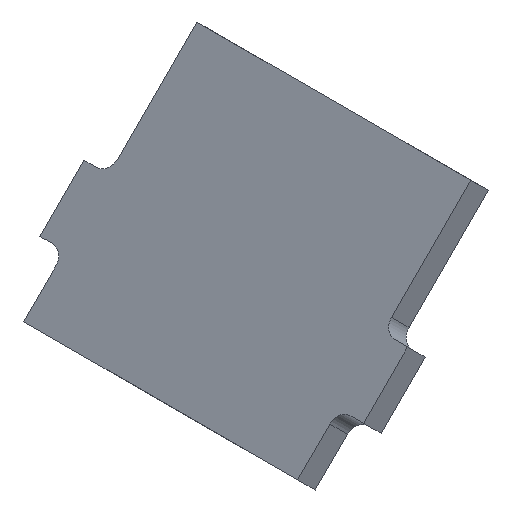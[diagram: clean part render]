
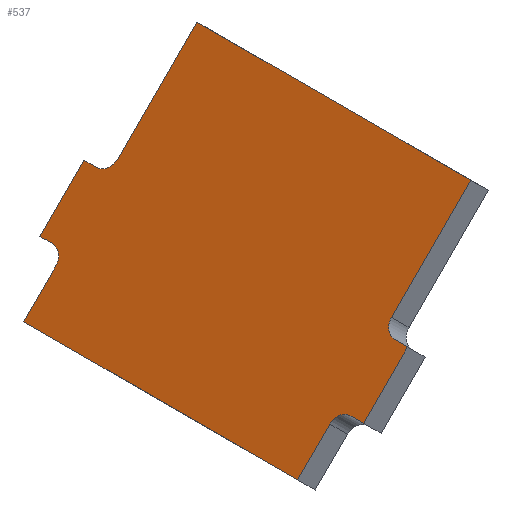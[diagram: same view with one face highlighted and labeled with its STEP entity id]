
A CAD part, isometric view. The second image highlights one B-rep face of the part: STEP entity #537.
In plain terms, the highlighted planar face has unit normal (-0.707, 0, 0.707).
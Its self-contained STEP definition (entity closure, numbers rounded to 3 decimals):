
#70=CARTESIAN_POINT('Vertex',(-47.192,13.,-31.949)) ;
#73=CARTESIAN_POINT('Line Origine',(-45.424,13.,-30.182)) ;
#77=CARTESIAN_POINT('Vertex',(-43.656,13.,-28.414)) ;
#110=CARTESIAN_POINT('Vertex',(-43.656,-13.,-28.414)) ;
#113=CARTESIAN_POINT('Line Origine',(-45.424,-13.,-30.182)) ;
#117=CARTESIAN_POINT('Vertex',(-47.192,-13.,-31.949)) ;
#143=CARTESIAN_POINT('Vertex',(-36.585,-11.,-21.343)) ;
#157=CARTESIAN_POINT('Vertex',(-36.585,11.,-21.343)) ;
#160=CARTESIAN_POINT('Line Origine',(-36.585,0.,-21.343)) ;
#183=CARTESIAN_POINT('Vertex',(-50.484,11.,-35.241)) ;
#197=CARTESIAN_POINT('Vertex',(-50.484,-11.,-35.241)) ;
#200=CARTESIAN_POINT('Line Origine',(-50.484,0.,-35.241)) ;
#217=CARTESIAN_POINT('Line Origine',(-47.192,12.5,-31.949)) ;
#221=CARTESIAN_POINT('Vertex',(-47.192,12.,-31.949)) ;
#254=CARTESIAN_POINT('Vertex',(-47.899,11.,-32.656)) ;
#262=CARTESIAN_POINT('Line Origine',(-49.192,11.,-33.949)) ;
#284=CARTESIAN_POINT('Axis2P3D Location',(-47.899,12.,-32.656)) ;
#308=CARTESIAN_POINT('Line Origine',(-43.656,12.5,-28.414)) ;
#312=CARTESIAN_POINT('Vertex',(-43.656,12.,-28.414)) ;
#333=CARTESIAN_POINT('Vertex',(-42.949,11.,-27.707)) ;
#336=CARTESIAN_POINT('Line Origine',(-39.767,11.,-24.525)) ;
#363=CARTESIAN_POINT('Axis2P3D Location',(-42.949,12.,-27.707)) ;
#375=CARTESIAN_POINT('Line Origine',(-43.656,-12.5,-28.414)) ;
#379=CARTESIAN_POINT('Vertex',(-43.656,-12.,-28.414)) ;
#412=CARTESIAN_POINT('Vertex',(-42.949,-11.,-27.707)) ;
#420=CARTESIAN_POINT('Line Origine',(-39.767,-11.,-24.525)) ;
#442=CARTESIAN_POINT('Axis2P3D Location',(-42.949,-12.,-27.707)) ;
#496=CARTESIAN_POINT('Axis2P3D Location',(-7.621,0.,7.621)) ;
#501=CARTESIAN_POINT('Axis2P3D Location',(-47.899,-12.,-32.656)) ;
#505=CARTESIAN_POINT('Vertex',(-47.899,-11.,-32.656)) ;
#507=CARTESIAN_POINT('Vertex',(-47.192,-12.,-31.949)) ;
#510=CARTESIAN_POINT('Line Origine',(-47.192,-12.5,-31.949)) ;
#516=CARTESIAN_POINT('Control Point',(-47.899,-11.,-32.656)) ;
#517=CARTESIAN_POINT('Control Point',(-50.484,-11.,-35.241)) ;
#74=DIRECTION('Vector Direction',(-0.707,0.,-0.707)) ;
#114=DIRECTION('Vector Direction',(0.707,0.,0.707)) ;
#161=DIRECTION('Vector Direction',(0.,-1.,0.)) ;
#201=DIRECTION('Vector Direction',(0.,1.,0.)) ;
#218=DIRECTION('Vector Direction',(0.,1.,0.)) ;
#263=DIRECTION('Vector Direction',(0.707,0.,0.707)) ;
#285=DIRECTION('Axis2P3D Direction',(-0.707,0.,0.707)) ;
#309=DIRECTION('Vector Direction',(0.,-1.,0.)) ;
#337=DIRECTION('Vector Direction',(0.707,0.,0.707)) ;
#364=DIRECTION('Axis2P3D Direction',(0.707,0.,-0.707)) ;
#376=DIRECTION('Vector Direction',(0.,-1.,0.)) ;
#421=DIRECTION('Vector Direction',(-0.707,0.,-0.707)) ;
#443=DIRECTION('Axis2P3D Direction',(-0.707,0.,0.707)) ;
#497=DIRECTION('Axis2P3D Direction',(-0.707,0.,0.707)) ;
#498=DIRECTION('Axis2P3D XDirection',(0.,-1.,0.)) ;
#502=DIRECTION('Axis2P3D Direction',(-0.707,0.,0.707)) ;
#511=DIRECTION('Vector Direction',(0.,1.,0.)) ;
#286=AXIS2_PLACEMENT_3D('Circle Axis2P3D',#284,#285,$) ;
#365=AXIS2_PLACEMENT_3D('Circle Axis2P3D',#363,#364,$) ;
#444=AXIS2_PLACEMENT_3D('Circle Axis2P3D',#442,#443,$) ;
#499=AXIS2_PLACEMENT_3D('Plane Axis2P3D',#496,#497,#498) ;
#503=AXIS2_PLACEMENT_3D('Circle Axis2P3D',#501,#502,$) ;
#520=ORIENTED_EDGE('',*,*,#509,.T.) ;
#521=ORIENTED_EDGE('',*,*,#514,.T.) ;
#522=ORIENTED_EDGE('',*,*,#119,.T.) ;
#523=ORIENTED_EDGE('',*,*,#381,.T.) ;
#524=ORIENTED_EDGE('',*,*,#446,.T.) ;
#525=ORIENTED_EDGE('',*,*,#424,.T.) ;
#526=ORIENTED_EDGE('',*,*,#164,.T.) ;
#527=ORIENTED_EDGE('',*,*,#340,.T.) ;
#528=ORIENTED_EDGE('',*,*,#367,.T.) ;
#529=ORIENTED_EDGE('',*,*,#314,.T.) ;
#530=ORIENTED_EDGE('',*,*,#79,.T.) ;
#531=ORIENTED_EDGE('',*,*,#223,.T.) ;
#532=ORIENTED_EDGE('',*,*,#288,.T.) ;
#533=ORIENTED_EDGE('',*,*,#266,.T.) ;
#534=ORIENTED_EDGE('',*,*,#204,.T.) ;
#535=ORIENTED_EDGE('',*,*,#518,.T.) ;
#75=VECTOR('Line Direction',#74,1.) ;
#115=VECTOR('Line Direction',#114,1.) ;
#162=VECTOR('Line Direction',#161,1.) ;
#202=VECTOR('Line Direction',#201,1.) ;
#219=VECTOR('Line Direction',#218,1.) ;
#264=VECTOR('Line Direction',#263,1.) ;
#310=VECTOR('Line Direction',#309,1.) ;
#338=VECTOR('Line Direction',#337,1.) ;
#377=VECTOR('Line Direction',#376,1.) ;
#422=VECTOR('Line Direction',#421,1.) ;
#512=VECTOR('Line Direction',#511,1.) ;
#537=ADVANCED_FACE('Corps principal',(#536),#500,.T.) ;
#515=B_SPLINE_CURVE_WITH_KNOTS('',1,(#516,#517),.UNSPECIFIED.,.F.,.U.,(2,2),(16.,19.655),.UNSPECIFIED.) ;
#287=CIRCLE('generated circle',#286,1.) ;
#366=CIRCLE('generated circle',#365,1.) ;
#445=CIRCLE('generated circle',#444,1.) ;
#504=CIRCLE('generated circle',#503,1.) ;
#79=EDGE_CURVE('',#78,#71,#76,.T.) ;
#119=EDGE_CURVE('',#118,#111,#116,.T.) ;
#164=EDGE_CURVE('',#144,#158,#163,.F.) ;
#204=EDGE_CURVE('',#184,#198,#203,.F.) ;
#223=EDGE_CURVE('',#71,#222,#220,.F.) ;
#266=EDGE_CURVE('',#255,#184,#265,.F.) ;
#288=EDGE_CURVE('',#222,#255,#287,.F.) ;
#314=EDGE_CURVE('',#313,#78,#311,.F.) ;
#340=EDGE_CURVE('',#158,#334,#339,.F.) ;
#367=EDGE_CURVE('',#334,#313,#366,.T.) ;
#381=EDGE_CURVE('',#111,#380,#378,.F.) ;
#424=EDGE_CURVE('',#413,#144,#423,.F.) ;
#446=EDGE_CURVE('',#380,#413,#445,.F.) ;
#509=EDGE_CURVE('',#506,#508,#504,.F.) ;
#514=EDGE_CURVE('',#508,#118,#513,.F.) ;
#518=EDGE_CURVE('',#198,#506,#515,.F.) ;
#519=EDGE_LOOP('',(#520,#521,#522,#523,#524,#525,#526,#527,#528,#529,#530,#531,#532,#533,#534,#535)) ;
#536=FACE_OUTER_BOUND('',#519,.T.) ;
#76=LINE('Line',#73,#75) ;
#116=LINE('Line',#113,#115) ;
#163=LINE('Line',#160,#162) ;
#203=LINE('Line',#200,#202) ;
#220=LINE('Line',#217,#219) ;
#265=LINE('Line',#262,#264) ;
#311=LINE('Line',#308,#310) ;
#339=LINE('Line',#336,#338) ;
#378=LINE('Line',#375,#377) ;
#423=LINE('Line',#420,#422) ;
#513=LINE('Line',#510,#512) ;
#500=PLANE('Plane',#499) ;
#71=VERTEX_POINT('',#70) ;
#78=VERTEX_POINT('',#77) ;
#111=VERTEX_POINT('',#110) ;
#118=VERTEX_POINT('',#117) ;
#144=VERTEX_POINT('',#143) ;
#158=VERTEX_POINT('',#157) ;
#184=VERTEX_POINT('',#183) ;
#198=VERTEX_POINT('',#197) ;
#222=VERTEX_POINT('',#221) ;
#255=VERTEX_POINT('',#254) ;
#313=VERTEX_POINT('',#312) ;
#334=VERTEX_POINT('',#333) ;
#380=VERTEX_POINT('',#379) ;
#413=VERTEX_POINT('',#412) ;
#506=VERTEX_POINT('',#505) ;
#508=VERTEX_POINT('',#507) ;
